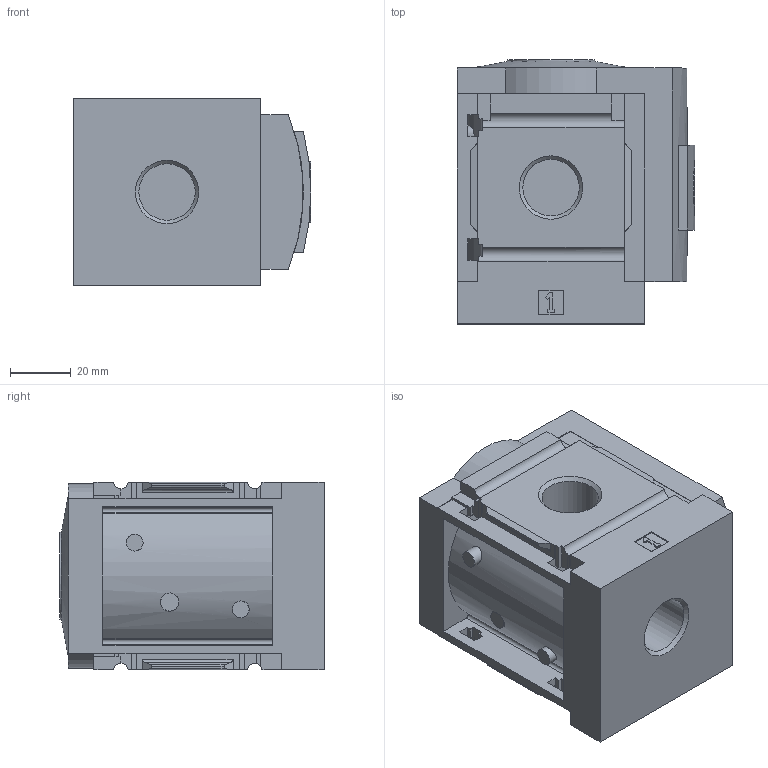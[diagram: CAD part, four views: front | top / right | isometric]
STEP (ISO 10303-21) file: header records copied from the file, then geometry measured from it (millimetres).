
FILE_DESCRIPTION(/* description */ ('STEP AP214'),/* implementation_level */ '2;1');
FILE_NAME(/* name */ '8183567_MS6-FRM-1_2-A8-F1A',/* time_stamp */ '2024-09-10T15:50:44+02:00',/* author */ ('License CC BY-ND 4.0'),/* organization */ ('CADENAS'),/* preprocessor_version */ 'ST-DEVELOPER v19.3',/* originating_system */ 'PARTsolutions',/* authorisation */ ' ');
FILE_SCHEMA (('AUTOMOTIVE_DESIGN {1 0 10303 214 3 1 1}'));
Length unit declared in the file: millimetre
Products named in the file (2): 8183567 MS6-FRM-1/2-A8-F1A; 527676 MS6-FRM-1/2-A80P1
Assembly tree (1 placements, depth 2):
  8183567 MS6-FRM-1/2-A8-F1A
    527676 MS6-FRM-1/2-A80P1
Bounding box: 78.5 x 87.2 x 62 mm (x, y, z)
Volume: 323798.2 mm3; surface area: 39663.6 mm2
Topology: 1 solids, 1 shells, 195 faces, 526 edges, 345 vertices
Faces by surface type: plane 149, cylinder 38, cone 8
Full cylindrical faces by diameter (mm): 5.5 x2, 8.566 x1, 18.631 x4, 29 x1
Entity records: 6056 total; most frequent: CARTESIAN_POINT 1104, ORIENTED_EDGE 1014, DIRECTION 983, EDGE_CURVE 507, LINE 413, VECTOR 413, VERTEX_POINT 342, AXIS2_PLACEMENT_3D 285
